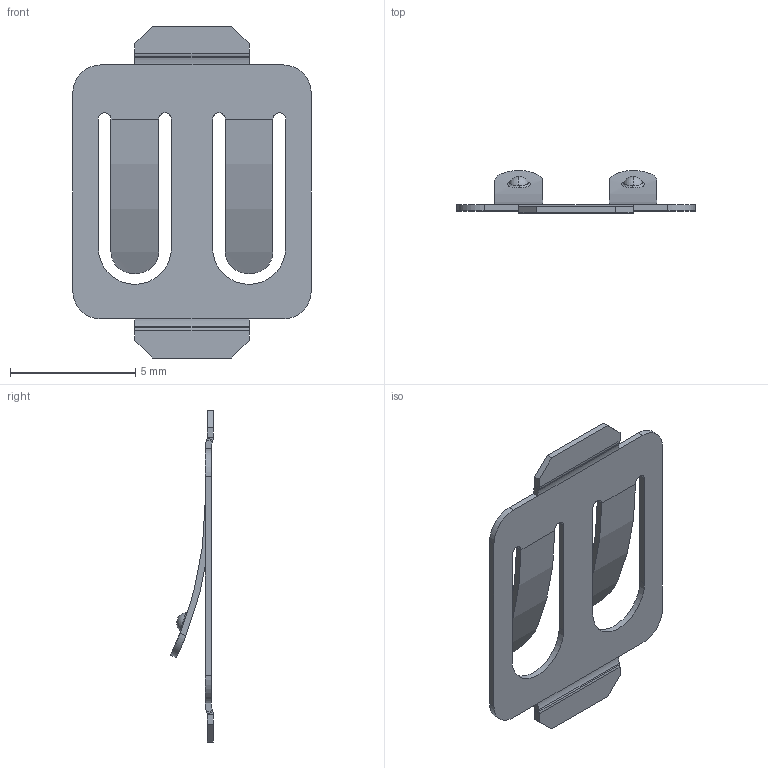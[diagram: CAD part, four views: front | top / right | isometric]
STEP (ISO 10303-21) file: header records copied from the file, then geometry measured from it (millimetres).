
FILE_DESCRIPTION (( 'STEP AP214' ), '1' );
FILE_NAME ('BC-2020.STEP', '2019-10-02T11:18:04', ( '' ), ( '' ), 'SwSTEP 2.0', 'SolidWorks 2017', '' );
FILE_SCHEMA (( 'AUTOMOTIVE_DESIGN' ));
Length unit declared in the file: millimetre
Products named in the file (1): BC-2020
Bounding box: 9.53 x 1.71 x 13.28 mm (x, y, z)
Volume: 24 mm3; surface area: 217 mm2
Topology: 1 solids, 1 shells, 84 faces, 202 edges, 122 vertices
Faces by surface type: plane 46, cylinder 30, bspline 4, sphere 4
Entity records: 2648 total; most frequent: CARTESIAN_POINT 669, ORIENTED_EDGE 404, DIRECTION 404, EDGE_CURVE 202, AXIS2_PLACEMENT_3D 141, VERTEX_POINT 122, VECTOR 122, LINE 122
